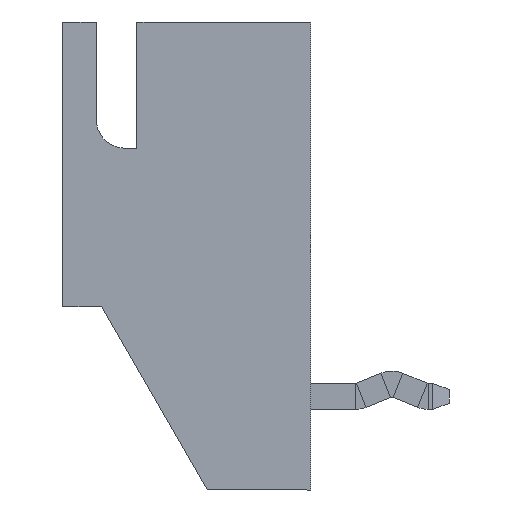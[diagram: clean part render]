
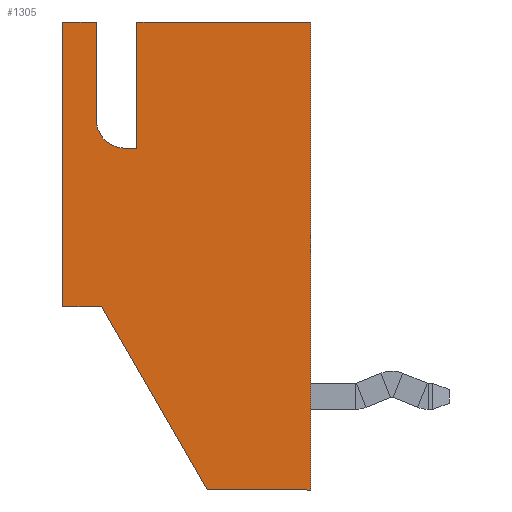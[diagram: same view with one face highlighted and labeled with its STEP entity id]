
A CAD part, left-side view. The second image highlights one B-rep face of the part: STEP entity #1305.
In plain terms, the highlighted planar face has unit normal (-1, 0, 0).
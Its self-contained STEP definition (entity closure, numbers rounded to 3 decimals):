
#34 = CARTESIAN_POINT ( 'NONE',  ( -3.7, 2.55, -11.5 ) ) ;
#59 = VECTOR ( 'NONE', #1509, 1000. ) ;
#65 = LINE ( 'NONE', #1140, #2031 ) ;
#100 = VERTEX_POINT ( 'NONE', #2479 ) ;
#109 = EDGE_CURVE ( 'NONE', #1827, #3205, #251, .T. ) ;
#137 = VECTOR ( 'NONE', #1802, 1000. ) ;
#251 = LINE ( 'NONE', #2234, #2177 ) ;
#261 = LINE ( 'NONE', #1033, #330 ) ;
#330 = VECTOR ( 'NONE', #1255, 1000. ) ;
#337 = ORIENTED_EDGE ( 'NONE', *, *, #1089, .F. ) ;
#356 = CARTESIAN_POINT ( 'NONE',  ( -3.7, 2.55, -11.5 ) ) ;
#466 = LINE ( 'NONE', #2176, #1065 ) ;
#476 = ORIENTED_EDGE ( 'NONE', *, *, #681, .F. ) ;
#565 = ORIENTED_EDGE ( 'NONE', *, *, #1968, .T. ) ;
#618 = VERTEX_POINT ( 'NONE', #2865 ) ;
#623 = DIRECTION ( 'NONE',  ( -1., 0., 0. ) ) ;
#649 = EDGE_CURVE ( 'NONE', #2161, #100, #2894, .T. ) ;
#664 = ORIENTED_EDGE ( 'NONE', *, *, #1169, .T. ) ;
#681 = EDGE_CURVE ( 'NONE', #2099, #618, #261, .T. ) ;
#735 = VERTEX_POINT ( 'NONE', #2000 ) ;
#789 = AXIS2_PLACEMENT_3D ( 'NONE', #1363, #623, #3172 ) ;
#891 = FACE_OUTER_BOUND ( 'NONE', #1973, .T. ) ;
#907 = CARTESIAN_POINT ( 'NONE',  ( -3.7, 4.575, -2.4 ) ) ;
#914 = CARTESIAN_POINT ( 'NONE',  ( -3.7, 4.275, -3.1 ) ) ;
#936 = ORIENTED_EDGE ( 'NONE', *, *, #3024, .F. ) ;
#950 = VERTEX_POINT ( 'NONE', #2108 ) ;
#966 = CARTESIAN_POINT ( 'NONE',  ( -3.7, 5.148, -7. ) ) ;
#1003 = ORIENTED_EDGE ( 'NONE', *, *, #1586, .F. ) ;
#1033 = CARTESIAN_POINT ( 'NONE',  ( -3.7, 0., 0. ) ) ;
#1060 = DIRECTION ( 'NONE',  ( 0., 0.5, 0.866 ) ) ;
#1065 = VECTOR ( 'NONE', #2223, 1000. ) ;
#1089 = EDGE_CURVE ( 'NONE', #2161, #2099, #1181, .T. ) ;
#1140 = CARTESIAN_POINT ( 'NONE',  ( -3.7, 6.1, 0. ) ) ;
#1169 = EDGE_CURVE ( 'NONE', #100, #735, #2301, .T. ) ;
#1177 = ORIENTED_EDGE ( 'NONE', *, *, #1905, .T. ) ;
#1181 = LINE ( 'NONE', #1205, #3183 ) ;
#1183 = EDGE_CURVE ( 'NONE', #3031, #950, #2001, .T. ) ;
#1205 = CARTESIAN_POINT ( 'NONE',  ( -3.7, 0., 0. ) ) ;
#1255 = DIRECTION ( 'NONE',  ( 0., 0., -1. ) ) ;
#1305 = ADVANCED_FACE ( 'NONE', ( #891 ), #1414, .T. ) ;
#1329 = CARTESIAN_POINT ( 'NONE',  ( -3.7, 5.275, -2.4 ) ) ;
#1363 = CARTESIAN_POINT ( 'NONE',  ( -3.7, 0., 0. ) ) ;
#1374 = LINE ( 'NONE', #356, #1492 ) ;
#1408 = ORIENTED_EDGE ( 'NONE', *, *, #109, .F. ) ;
#1411 = EDGE_CURVE ( 'NONE', #618, #2079, #1976, .T. ) ;
#1414 = PLANE ( 'NONE',  #789 ) ;
#1433 = VECTOR ( 'NONE', #1915, 1000. ) ;
#1484 = ORIENTED_EDGE ( 'NONE', *, *, #1411, .F. ) ;
#1491 = ORIENTED_EDGE ( 'NONE', *, *, #1183, .F. ) ;
#1492 = VECTOR ( 'NONE', #1060, 1000. ) ;
#1509 = DIRECTION ( 'NONE',  ( 0., 1., 0. ) ) ;
#1527 = CARTESIAN_POINT ( 'NONE',  ( -3.7, 5.275, 0. ) ) ;
#1532 = ORIENTED_EDGE ( 'NONE', *, *, #649, .T. ) ;
#1541 = CARTESIAN_POINT ( 'NONE',  ( -3.7, 4.575, -3.1 ) ) ;
#1586 = EDGE_CURVE ( 'NONE', #2079, #3031, #1374, .T. ) ;
#1758 = DIRECTION ( 'NONE',  ( 0., 1., 0. ) ) ;
#1802 = DIRECTION ( 'NONE',  ( 0., 1., 0. ) ) ;
#1827 = VERTEX_POINT ( 'NONE', #1924 ) ;
#1899 = DIRECTION ( 'NONE',  ( 1., 0., 0. ) ) ;
#1905 = EDGE_CURVE ( 'NONE', #735, #2703, #2206, .T. ) ;
#1915 = DIRECTION ( 'NONE',  ( 0., 0., -1. ) ) ;
#1924 = CARTESIAN_POINT ( 'NONE',  ( -3.7, 6.1, 0. ) ) ;
#1968 = EDGE_CURVE ( 'NONE', #2703, #3205, #466, .T. ) ;
#1973 = EDGE_LOOP ( 'NONE', ( #565, #1408, #936, #1491, #1003, #1484, #476, #337, #1532, #664, #1177 ) ) ;
#1976 = LINE ( 'NONE', #2516, #3116 ) ;
#2000 = CARTESIAN_POINT ( 'NONE',  ( -3.7, 4.575, -3.1 ) ) ;
#2001 = LINE ( 'NONE', #2730, #59 ) ;
#2031 = VECTOR ( 'NONE', #2047, 1000. ) ;
#2047 = DIRECTION ( 'NONE',  ( 0., 0., 1. ) ) ;
#2079 = VERTEX_POINT ( 'NONE', #34 ) ;
#2099 = VERTEX_POINT ( 'NONE', #2570 ) ;
#2108 = CARTESIAN_POINT ( 'NONE',  ( -3.7, 6.1, -7. ) ) ;
#2161 = VERTEX_POINT ( 'NONE', #3084 ) ;
#2176 = CARTESIAN_POINT ( 'NONE',  ( -3.7, 5.275, 0. ) ) ;
#2177 = VECTOR ( 'NONE', #2668, 1000. ) ;
#2196 = DIRECTION ( 'NONE',  ( 0., -1., 0. ) ) ;
#2206 = CIRCLE ( 'NONE', #2883, 0.7 ) ;
#2223 = DIRECTION ( 'NONE',  ( 0., 0., 1. ) ) ;
#2234 = CARTESIAN_POINT ( 'NONE',  ( -3.7, 0., 0. ) ) ;
#2301 = LINE ( 'NONE', #1541, #137 ) ;
#2479 = CARTESIAN_POINT ( 'NONE',  ( -3.7, 4.275, -3.1 ) ) ;
#2516 = CARTESIAN_POINT ( 'NONE',  ( -3.7, 0., -11.5 ) ) ;
#2570 = CARTESIAN_POINT ( 'NONE',  ( -3.7, 0., 0. ) ) ;
#2668 = DIRECTION ( 'NONE',  ( 0., -1., 0. ) ) ;
#2703 = VERTEX_POINT ( 'NONE', #1329 ) ;
#2730 = CARTESIAN_POINT ( 'NONE',  ( -3.7, 0., -7. ) ) ;
#2865 = CARTESIAN_POINT ( 'NONE',  ( -3.7, 0., -11.5 ) ) ;
#2877 = DIRECTION ( 'NONE',  ( 0., 0., -1. ) ) ;
#2883 = AXIS2_PLACEMENT_3D ( 'NONE', #907, #1899, #2877 ) ;
#2894 = LINE ( 'NONE', #914, #1433 ) ;
#3024 = EDGE_CURVE ( 'NONE', #950, #1827, #65, .T. ) ;
#3031 = VERTEX_POINT ( 'NONE', #966 ) ;
#3084 = CARTESIAN_POINT ( 'NONE',  ( -3.7, 4.275, 0. ) ) ;
#3116 = VECTOR ( 'NONE', #1758, 1000. ) ;
#3172 = DIRECTION ( 'NONE',  ( 0., 0., 1. ) ) ;
#3183 = VECTOR ( 'NONE', #2196, 1000. ) ;
#3205 = VERTEX_POINT ( 'NONE', #1527 ) ;
